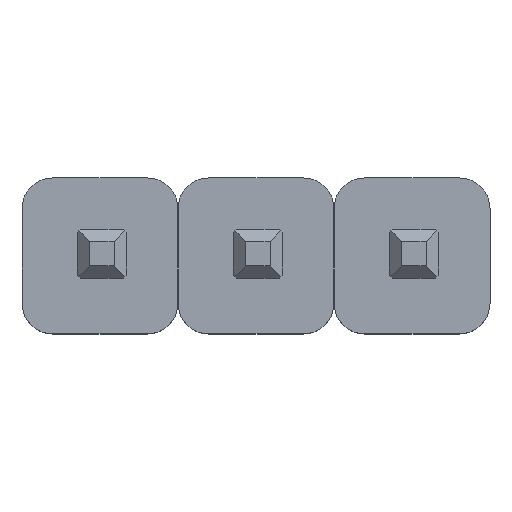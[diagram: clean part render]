
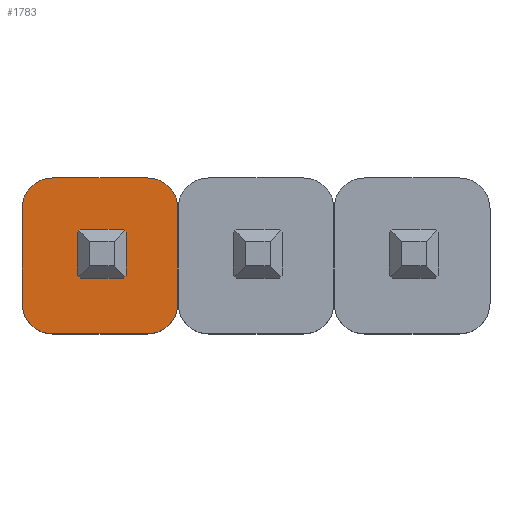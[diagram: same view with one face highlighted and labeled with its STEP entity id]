
A CAD part, top view. The second image highlights one B-rep face of the part: STEP entity #1783.
In plain terms, the highlighted planar face has unit normal (0, 0, 1).
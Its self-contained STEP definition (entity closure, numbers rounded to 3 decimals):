
#28=CIRCLE('',#1902,0.5);
#33=CIRCLE('',#1910,0.5);
#34=CIRCLE('',#1913,0.5);
#35=CIRCLE('',#1916,0.5);
#115=FACE_OUTER_BOUND('',#216,.T.);
#216=EDGE_LOOP('',(#1377,#1378,#1379,#1380,#1381,#1382,#1383,#1384));
#361=LINE('',#2673,#589);
#367=LINE('',#2693,#595);
#370=LINE('',#2701,#598);
#372=LINE('',#2707,#600);
#589=VECTOR('',#2175,10.);
#595=VECTOR('',#2195,10.);
#598=VECTOR('',#2204,10.);
#600=VECTOR('',#2212,10.);
#789=VERTEX_POINT('',#2660);
#790=VERTEX_POINT('',#2661);
#794=VERTEX_POINT('',#2671);
#800=VERTEX_POINT('',#2687);
#801=VERTEX_POINT('',#2691);
#802=VERTEX_POINT('',#2695);
#803=VERTEX_POINT('',#2699);
#804=VERTEX_POINT('',#2703);
#989=EDGE_CURVE('',#789,#790,#28,.T.);
#995=EDGE_CURVE('',#789,#794,#361,.T.);
#1002=EDGE_CURVE('',#800,#794,#33,.T.);
#1005=EDGE_CURVE('',#800,#801,#367,.T.);
#1006=EDGE_CURVE('',#802,#801,#34,.T.);
#1009=EDGE_CURVE('',#802,#803,#370,.T.);
#1010=EDGE_CURVE('',#804,#803,#35,.T.);
#1012=EDGE_CURVE('',#804,#790,#372,.T.);
#1377=ORIENTED_EDGE('',*,*,#989,.F.);
#1378=ORIENTED_EDGE('',*,*,#995,.T.);
#1379=ORIENTED_EDGE('',*,*,#1002,.F.);
#1380=ORIENTED_EDGE('',*,*,#1005,.T.);
#1381=ORIENTED_EDGE('',*,*,#1006,.F.);
#1382=ORIENTED_EDGE('',*,*,#1009,.T.);
#1383=ORIENTED_EDGE('',*,*,#1010,.F.);
#1384=ORIENTED_EDGE('',*,*,#1012,.T.);
#1688=PLANE('',#1918);
#1783=ADVANCED_FACE('',(#115),#1688,.T.);
#1902=AXIS2_PLACEMENT_3D('',#2662,#2165,#2166);
#1910=AXIS2_PLACEMENT_3D('',#2688,#2189,#2190);
#1913=AXIS2_PLACEMENT_3D('',#2696,#2198,#2199);
#1916=AXIS2_PLACEMENT_3D('',#2704,#2207,#2208);
#1918=AXIS2_PLACEMENT_3D('',#2708,#2213,#2214);
#2165=DIRECTION('center_axis',(0.,0.,
-1.));
#2166=DIRECTION('ref_axis',(1.,0.,0.));
#2175=DIRECTION('',(-1.,0.,0.));
#2189=DIRECTION('center_axis',(0.,0.,-1.));
#2190=DIRECTION('ref_axis',(0.,1.,0.));
#2195=DIRECTION('',(0.,-1.,0.));
#2198=DIRECTION('center_axis',(0.,0.,-1.));
#2199=DIRECTION('ref_axis',(-1.,0.,0.));
#2204=DIRECTION('',(1.,0.,0.));
#2207=DIRECTION('center_axis',(0.,0.,-1.));
#2208=DIRECTION('ref_axis',(0.,-1.,0.));
#2212=DIRECTION('',(0.,1.,0.));
#2213=DIRECTION('center_axis',(0.,0.,1.));
#2214=DIRECTION('ref_axis',(1.,0.,0.));
#2660=CARTESIAN_POINT('',(-1.77,1.27,1.5));
#2661=CARTESIAN_POINT('',(-1.27,0.77,1.5));
#2662=CARTESIAN_POINT('Origin',(-1.77,0.77,1.5));
#2671=CARTESIAN_POINT('',(-3.31,1.27,1.5));
#2673=CARTESIAN_POINT('',(-1.77,1.27,1.5));
#2687=CARTESIAN_POINT('',(-3.81,0.77,1.5));
#2688=CARTESIAN_POINT('Origin',(-3.31,0.77,1.5));
#2691=CARTESIAN_POINT('',(-3.81,-0.77,1.5));
#2693=CARTESIAN_POINT('',(-3.81,0.77,1.5));
#2695=CARTESIAN_POINT('',(-3.31,-1.27,1.5));
#2696=CARTESIAN_POINT('Origin',(-3.31,-0.77,1.5));
#2699=CARTESIAN_POINT('',(-1.77,-1.27,1.5));
#2701=CARTESIAN_POINT('',(-3.31,-1.27,1.5));
#2703=CARTESIAN_POINT('',(-1.27,-0.77,1.5));
#2704=CARTESIAN_POINT('Origin',(-1.77,-0.77,1.5));
#2707=CARTESIAN_POINT('',(-1.27,-0.77,1.5));
#2708=CARTESIAN_POINT('Origin',(-2.54,-1.28,1.5));
